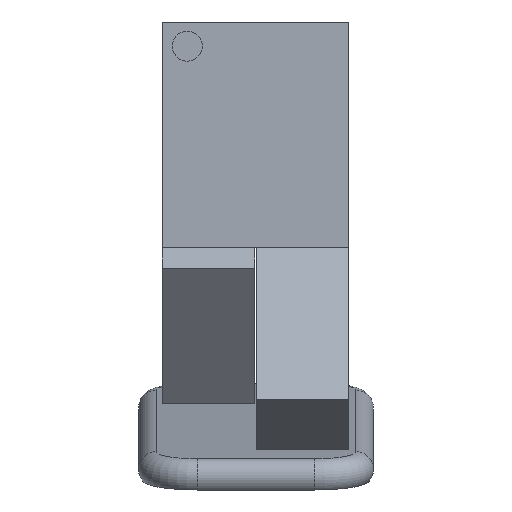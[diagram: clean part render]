
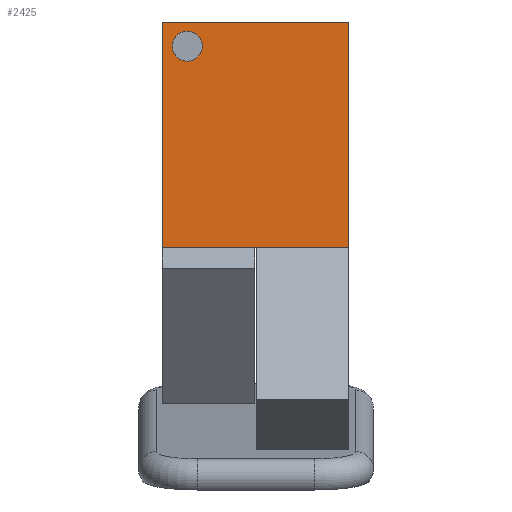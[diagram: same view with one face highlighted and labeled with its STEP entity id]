
A CAD part, front view. The second image highlights one B-rep face of the part: STEP entity #2425.
In plain terms, the highlighted planar face has unit normal (0, -1, 0).
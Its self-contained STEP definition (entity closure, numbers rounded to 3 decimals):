
#63=FACE_BOUND('',#372,.T.);
#100=CIRCLE('',#2611,2.551);
#241=FACE_OUTER_BOUND('',#371,.T.);
#371=EDGE_LOOP('',(#1925,#1926,#1927,#1928));
#372=EDGE_LOOP('',(#1929));
#523=LINE('',#3606,#801);
#609=LINE('',#3802,#887);
#611=LINE('',#3806,#889);
#613=LINE('',#3809,#891);
#801=VECTOR('',#2889,10.);
#887=VECTOR('',#3077,10.);
#889=VECTOR('',#3081,10.);
#891=VECTOR('',#3085,10.);
#1065=VERTEX_POINT('',#3603);
#1066=VERTEX_POINT('',#3605);
#1109=VERTEX_POINT('',#3723);
#1125=VERTEX_POINT('',#3801);
#1126=VERTEX_POINT('',#3805);
#1310=EDGE_CURVE('',#1066,#1065,#523,.T.);
#1372=EDGE_CURVE('',#1109,#1109,#100,.T.);
#1408=EDGE_CURVE('',#1125,#1066,#609,.T.);
#1410=EDGE_CURVE('',#1126,#1125,#611,.T.);
#1412=EDGE_CURVE('',#1065,#1126,#613,.T.);
#1925=ORIENTED_EDGE('',*,*,#1310,.T.);
#1926=ORIENTED_EDGE('',*,*,#1412,.T.);
#1927=ORIENTED_EDGE('',*,*,#1410,.T.);
#1928=ORIENTED_EDGE('',*,*,#1408,.T.);
#1929=ORIENTED_EDGE('',*,*,#1372,.T.);
#2322=PLANE('',#2643);
#2425=ADVANCED_FACE('',(#241,#63),#2322,.T.);
#2611=AXIS2_PLACEMENT_3D('',#3725,#2986,#2987);
#2643=AXIS2_PLACEMENT_3D('',#3810,#3086,#3087);
#2889=DIRECTION('',(-1.,0.,0.));
#2986=DIRECTION('center_axis',(0.,1.,0.));
#2987=DIRECTION('ref_axis',(1.,0.,0.));
#3077=DIRECTION('',(0.,0.,1.));
#3081=DIRECTION('',(1.,0.,0.));
#3085=DIRECTION('',(0.,0.,-1.));
#3086=DIRECTION('center_axis',(0.,-1.,0.));
#3087=DIRECTION('ref_axis',(0.,0.,-1.));
#3603=CARTESIAN_POINT('',(-16.,-6.,38.4));
#3605=CARTESIAN_POINT('',(15.8,-6.,38.4));
#3606=CARTESIAN_POINT('',(15.8,-6.,38.4));
#3723=CARTESIAN_POINT('',(-14.251,-6.,34.289));
#3725=CARTESIAN_POINT('Origin',(-11.701,-6.,34.289));
#3801=CARTESIAN_POINT('',(15.8,-6.,0.));
#3802=CARTESIAN_POINT('',(15.8,-6.,0.));
#3805=CARTESIAN_POINT('',(-16.,-6.,0.));
#3806=CARTESIAN_POINT('',(-16.,-6.,0.));
#3809=CARTESIAN_POINT('',(-16.,-6.,38.4));
#3810=CARTESIAN_POINT('Origin',(-0.1,-6.,19.2));
